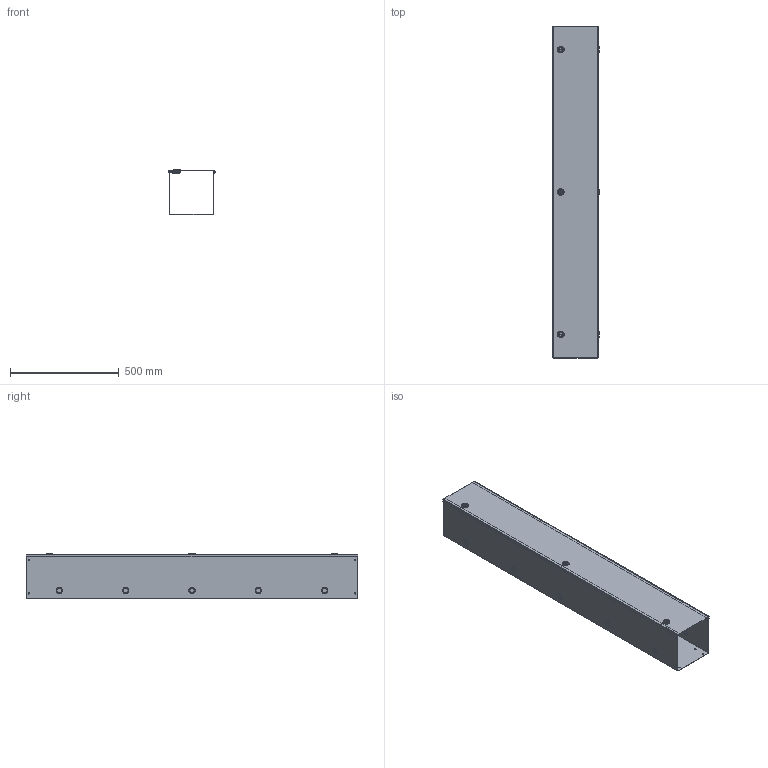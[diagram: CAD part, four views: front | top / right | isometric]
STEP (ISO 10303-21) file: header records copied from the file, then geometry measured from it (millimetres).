
FILE_DESCRIPTION(/* description */ ('1100SS 60" x 8" x 8" Assembly'),/* implementation_level */ '2;1');
FILE_NAME(/* name */ '1100SS8060.stp',/* time_stamp */ '2025-05-20T22:25:15-04:00',/* author */ ('BoxCad'),/* organization */ (''),/* preprocessor_version */ 'ST-DEVELOPER v20',/* originating_system */ 'Autodesk Inventor 2024',/* authorisation */ '');
FILE_SCHEMA (('AUTOMOTIVE_DESIGN { 1 0 10303 214 3 1 1 }'));
Products named in the file (12): 1100SS8060; 1100SS8060B; 1100SS8060B-P; 1100SS8060C; 1100SS8060C-P; STK-P-02400S; STK-Q-33361; STK-A-880SCQ1-SL-1; STK-A-880SCQ1-SL-2; STK-A-880SCQ1-SL-3; STK-Q-78631; STK-Q-78644
Assembly tree (18 placements, depth 4):
  1100SS8060
    1100SS8060B
      1100SS8060B-P
      STK-P-02400S
    1100SS8060C
      1100SS8060C-P
      STK-P-02400S
      STK-Q-33361  x3
      STK-A-880SCQ1-SL-1
        STK-Q-78631
        STK-Q-78644
      STK-A-880SCQ1-SL-2
        STK-Q-78631
        STK-Q-78644
      STK-A-880SCQ1-SL-3
        STK-Q-78631
        STK-Q-78644
Bounding box: 213.5 x 1524 x 209.2 mm (x, y, z)
Volume: 1848346.3 mm3; surface area: 2652604.1 mm2
Topology: 11 solids, 11 shells, 5090 faces, 13021 edges, 7869 vertices
Faces by surface type: plane 1929, cylinder 1367, bspline 1239, torus 318, sphere 237
Full cylindrical faces by diameter (mm): 0.762 x3, 7.137 x16, 30 x3
Entity records: 65272 total; most frequent: CARTESIAN_POINT 19159, ORIENTED_EDGE 9956, DIRECTION 8755, EDGE_CURVE 4978, VERTEX_POINT 3091, AXIS2_PLACEMENT_3D 2963, LINE 2829, VECTOR 2829
